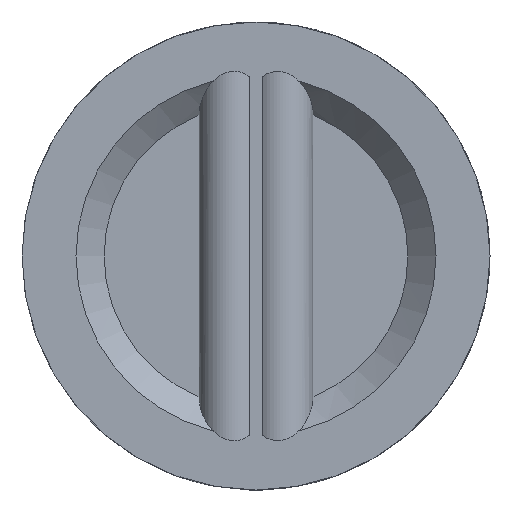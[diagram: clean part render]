
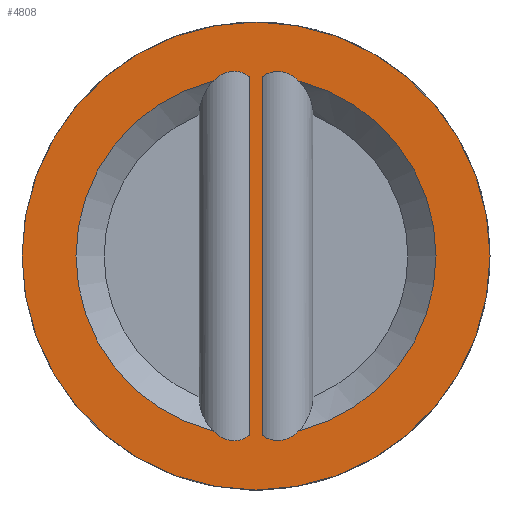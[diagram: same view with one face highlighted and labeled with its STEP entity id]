
A CAD part, left-side view. The second image highlights one B-rep face of the part: STEP entity #4808.
In plain terms, the highlighted planar face has unit normal (-1, 0, 0).
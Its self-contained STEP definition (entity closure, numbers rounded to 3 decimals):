
#4622=CARTESIAN_POINT('',(0.,-25.171,-101.938));
#4623=VERTEX_POINT('',#4622);
#4624=CARTESIAN_POINT('',(0.,-4.,-104.924));
#4625=VERTEX_POINT('',#4624);
#4626=CARTESIAN_POINT('',(0.0,0.0,0.0));
#4627=DIRECTION('',(1.0,0.0,0.0));
#4628=DIRECTION('',(0.0,1.0,0.0));
#4629=AXIS2_PLACEMENT_3D('',#4626,#4627,#4628);
#4630=CIRCLE('',#4629,105.);
#4631=EDGE_CURVE('',#4623,#4625,#4630,.T.);
#4693=CARTESIAN_POINT('',(0.,4.,-104.924));
#4694=VERTEX_POINT('',#4693);
#4695=CARTESIAN_POINT('',(0.,25.171,-101.938));
#4696=VERTEX_POINT('',#4695);
#4697=CARTESIAN_POINT('',(0.0,0.0,0.0));
#4698=DIRECTION('',(1.0,0.0,0.0));
#4699=DIRECTION('',(0.0,1.0,0.0));
#4700=AXIS2_PLACEMENT_3D('',#4697,#4698,#4699);
#4701=CIRCLE('',#4700,105.);
#4702=EDGE_CURVE('',#4694,#4696,#4701,.T.);
#4738=CARTESIAN_POINT('',(0.0,120.75,0.0));
#4739=DIRECTION('',(-1.0,0.0,0.0));
#4740=DIRECTION('',(0.0,0.0,1.0));
#4741=AXIS2_PLACEMENT_3D('',#4738,#4739,#4740);
#4742=PLANE('',#4741);
#4743=CARTESIAN_POINT('',(0.0,136.5,0.0));
#4744=VERTEX_POINT('',#4743);
#4745=CARTESIAN_POINT('',(0.0,0.0,0.0));
#4746=DIRECTION('',(1.0,0.0,0.0));
#4747=DIRECTION('',(0.0,1.0,0.0));
#4748=AXIS2_PLACEMENT_3D('',#4745,#4746,#4747);
#4749=CIRCLE('',#4748,136.5);
#4750=EDGE_CURVE('',#4744,#4744,#4749,.T.);
#4751=ORIENTED_EDGE('',*,*,#4750,.F.);
#4752=EDGE_LOOP('',(#4751));
#4753=FACE_OUTER_BOUND('',#4752,.T.);
#4754=ORIENTED_EDGE('',*,*,#4702,.T.);
#4755=CARTESIAN_POINT('',(0.0,25.171,101.938));
#4756=VERTEX_POINT('',#4755);
#4757=CARTESIAN_POINT('',(0.0,0.0,0.0));
#4758=DIRECTION('',(1.0,0.0,0.0));
#4759=DIRECTION('',(0.0,1.0,0.0));
#4760=AXIS2_PLACEMENT_3D('',#4757,#4758,#4759);
#4761=CIRCLE('',#4760,105.);
#4762=EDGE_CURVE('',#4696,#4756,#4761,.T.);
#4763=ORIENTED_EDGE('',*,*,#4762,.T.);
#4764=CARTESIAN_POINT('',(0.,4.,104.924));
#4765=VERTEX_POINT('',#4764);
#4766=CARTESIAN_POINT('',(0.0,0.0,0.0));
#4767=DIRECTION('',(1.0,0.0,0.0));
#4768=DIRECTION('',(0.0,1.0,0.0));
#4769=AXIS2_PLACEMENT_3D('',#4766,#4767,#4768);
#4770=CIRCLE('',#4769,105.);
#4771=EDGE_CURVE('',#4756,#4765,#4770,.T.);
#4772=ORIENTED_EDGE('',*,*,#4771,.T.);
#4773=CARTESIAN_POINT('',(0.0,4.0,-104.924));
#4774=DIRECTION('',(0.0,0.0,1.0));
#4775=VECTOR('',#4774,209.848);
#4776=LINE('',#4773,#4775);
#4777=EDGE_CURVE('',#4694,#4765,#4776,.T.);
#4778=ORIENTED_EDGE('',*,*,#4777,.F.);
#4779=EDGE_LOOP('',(#4754,#4763,#4772,#4778));
#4780=FACE_BOUND('',#4779,.T.);
#4781=CARTESIAN_POINT('',(0.,-4.,104.924));
#4782=VERTEX_POINT('',#4781);
#4783=CARTESIAN_POINT('',(0.0,-4.0,-104.924));
#4784=DIRECTION('',(0.0,0.0,1.0));
#4785=VECTOR('',#4784,209.848);
#4786=LINE('',#4783,#4785);
#4787=EDGE_CURVE('',#4625,#4782,#4786,.T.);
#4788=ORIENTED_EDGE('',*,*,#4787,.T.);
#4789=CARTESIAN_POINT('',(0.0,-25.171,101.938));
#4790=VERTEX_POINT('',#4789);
#4791=CARTESIAN_POINT('',(0.0,0.0,0.0));
#4792=DIRECTION('',(1.0,0.0,0.0));
#4793=DIRECTION('',(0.0,1.0,0.0));
#4794=AXIS2_PLACEMENT_3D('',#4791,#4792,#4793);
#4795=CIRCLE('',#4794,105.);
#4796=EDGE_CURVE('',#4782,#4790,#4795,.T.);
#4797=ORIENTED_EDGE('',*,*,#4796,.T.);
#4798=CARTESIAN_POINT('',(0.0,0.0,0.0));
#4799=DIRECTION('',(1.0,0.0,0.0));
#4800=DIRECTION('',(0.0,1.0,0.0));
#4801=AXIS2_PLACEMENT_3D('',#4798,#4799,#4800);
#4802=CIRCLE('',#4801,105.);
#4803=EDGE_CURVE('',#4790,#4623,#4802,.T.);
#4804=ORIENTED_EDGE('',*,*,#4803,.T.);
#4805=ORIENTED_EDGE('',*,*,#4631,.T.);
#4806=EDGE_LOOP('',(#4788,#4797,#4804,#4805));
#4807=FACE_BOUND('',#4806,.T.);
#4808=ADVANCED_FACE('',(#4753,#4780,#4807),#4742,.T.);
